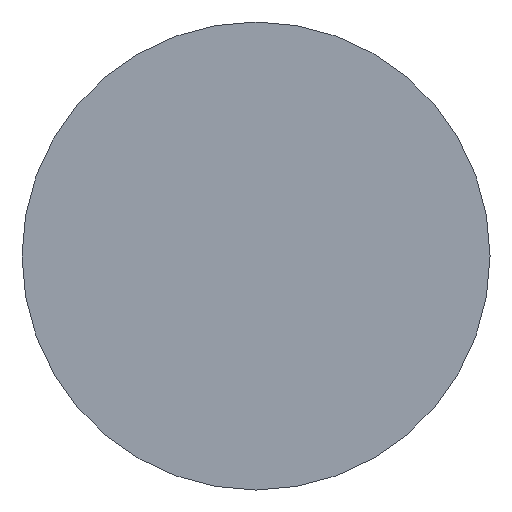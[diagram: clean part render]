
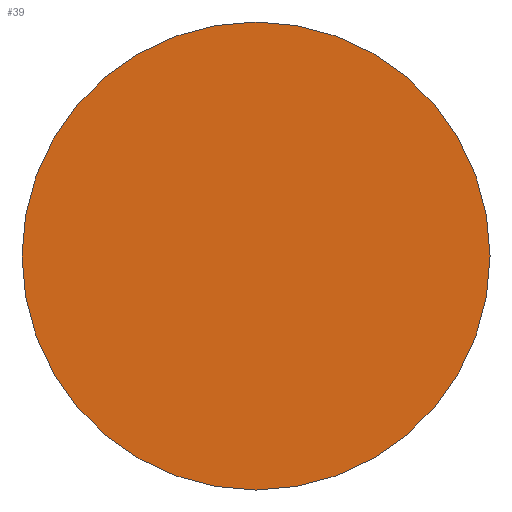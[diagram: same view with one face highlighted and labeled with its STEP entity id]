
A CAD part, front view. The second image highlights one B-rep face of the part: STEP entity #39.
In plain terms, the highlighted planar face has unit normal (0, -1, 0).
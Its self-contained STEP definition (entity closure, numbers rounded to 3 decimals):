
#18=FACE_OUTER_BOUND('',#21,.T.);
#21=EDGE_LOOP('',(#31));
#24=CIRCLE('',#63,40.75);
#26=VERTEX_POINT('',#82);
#28=EDGE_CURVE('',#26,#26,#24,.T.);
#31=ORIENTED_EDGE('',*,*,#28,.T.);
#37=PLANE('',#62);
#39=ADVANCED_FACE('',(#18),#37,.F.);
#62=AXIS2_PLACEMENT_3D('',#81,#69,#70);
#63=AXIS2_PLACEMENT_3D('',#83,#71,#72);
#69=DIRECTION('center_axis',(0.,1.,0.));
#70=DIRECTION('ref_axis',(0.,0.,1.));
#71=DIRECTION('center_axis',(0.,-1.,0.));
#72=DIRECTION('ref_axis',(1.,0.,0.));
#81=CARTESIAN_POINT('Origin',(0.,-0.9,0.));
#82=CARTESIAN_POINT('',(-40.75,-0.9,0.));
#83=CARTESIAN_POINT('Origin',(0.,-0.9,0.));
